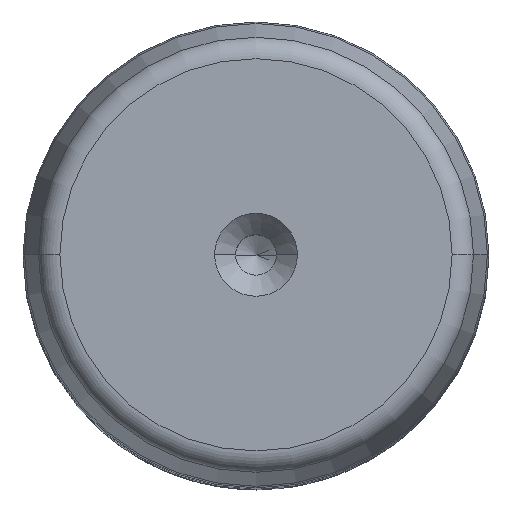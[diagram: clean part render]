
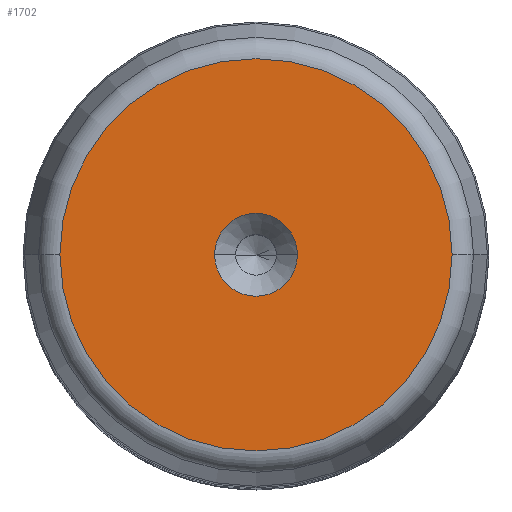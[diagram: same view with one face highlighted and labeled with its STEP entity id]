
A CAD part, top view. The second image highlights one B-rep face of the part: STEP entity #1702.
In plain terms, the highlighted planar face has unit normal (0, 0, 1).
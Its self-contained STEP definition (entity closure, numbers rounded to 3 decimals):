
#73 = AXIS2_PLACEMENT_3D ( 'NONE', #1245, #2086, #153 ) ;
#153 = DIRECTION ( 'NONE',  ( 1., 0., 0. ) ) ;
#197 = AXIS2_PLACEMENT_3D ( 'NONE', #686, #713, #1515 ) ;
#223 = FACE_OUTER_BOUND ( 'NONE', #1228, .T. ) ;
#272 = CIRCLE ( 'NONE', #3478, 26.519 ) ;
#288 = DIRECTION ( 'NONE',  ( 0., 0., 1. ) ) ;
#322 = DIRECTION ( 'NONE',  ( 0., 0., 1. ) ) ;
#393 = ORIENTED_EDGE ( 'NONE', *, *, #2100, .T. ) ;
#500 = ORIENTED_EDGE ( 'NONE', *, *, #1614, .F. ) ;
#686 = CARTESIAN_POINT ( 'NONE',  ( 0., 0., 180. ) ) ;
#694 = CIRCLE ( 'NONE', #73, 5.6 ) ;
#713 = DIRECTION ( 'NONE',  ( 0., 0., 1. ) ) ;
#795 = DIRECTION ( 'NONE',  ( 0., 0., 1. ) ) ;
#842 = CARTESIAN_POINT ( 'NONE',  ( 0., 0., 180. ) ) ;
#855 = CARTESIAN_POINT ( 'NONE',  ( -5.6, 0., 180. ) ) ;
#861 = AXIS2_PLACEMENT_3D ( 'NONE', #2133, #795, #1876 ) ;
#870 = VERTEX_POINT ( 'NONE', #3086 ) ;
#954 = CIRCLE ( 'NONE', #861, 26.519 ) ;
#1098 = CARTESIAN_POINT ( 'NONE',  ( 0., 0., 180. ) ) ;
#1228 = EDGE_LOOP ( 'NONE', ( #3204, #393 ) ) ;
#1245 = CARTESIAN_POINT ( 'NONE',  ( 0., 0., 180. ) ) ;
#1515 = DIRECTION ( 'NONE',  ( 1., 0., 0. ) ) ;
#1614 = EDGE_CURVE ( 'NONE', #2812, #870, #694, .T. ) ;
#1702 = ADVANCED_FACE ( 'NONE', ( #223, #2009 ), #1808, .T. ) ;
#1720 = ORIENTED_EDGE ( 'NONE', *, *, #3149, .F. ) ;
#1808 = PLANE ( 'NONE',  #197 ) ;
#1876 = DIRECTION ( 'NONE',  ( 1., 0., 0. ) ) ;
#2009 = FACE_BOUND ( 'NONE', #2428, .T. ) ;
#2081 = AXIS2_PLACEMENT_3D ( 'NONE', #842, #322, #2240 ) ;
#2086 = DIRECTION ( 'NONE',  ( 0., 0., 1. ) ) ;
#2100 = EDGE_CURVE ( 'NONE', #2761, #2408, #954, .T. ) ;
#2133 = CARTESIAN_POINT ( 'NONE',  ( 0., 0., 180. ) ) ;
#2156 = CIRCLE ( 'NONE', #2081, 5.6 ) ;
#2240 = DIRECTION ( 'NONE',  ( 1., 0., 0. ) ) ;
#2260 = CARTESIAN_POINT ( 'NONE',  ( 26.519, 0., 180. ) ) ;
#2408 = VERTEX_POINT ( 'NONE', #2260 ) ;
#2428 = EDGE_LOOP ( 'NONE', ( #1720, #500 ) ) ;
#2471 = DIRECTION ( 'NONE',  ( 1., 0., 0. ) ) ;
#2761 = VERTEX_POINT ( 'NONE', #2956 ) ;
#2812 = VERTEX_POINT ( 'NONE', #855 ) ;
#2956 = CARTESIAN_POINT ( 'NONE',  ( -26.519, 0., 180. ) ) ;
#3086 = CARTESIAN_POINT ( 'NONE',  ( 5.6, 0., 180. ) ) ;
#3149 = EDGE_CURVE ( 'NONE', #870, #2812, #2156, .T. ) ;
#3204 = ORIENTED_EDGE ( 'NONE', *, *, #3503, .T. ) ;
#3478 = AXIS2_PLACEMENT_3D ( 'NONE', #1098, #288, #2471 ) ;
#3503 = EDGE_CURVE ( 'NONE', #2408, #2761, #272, .T. ) ;
